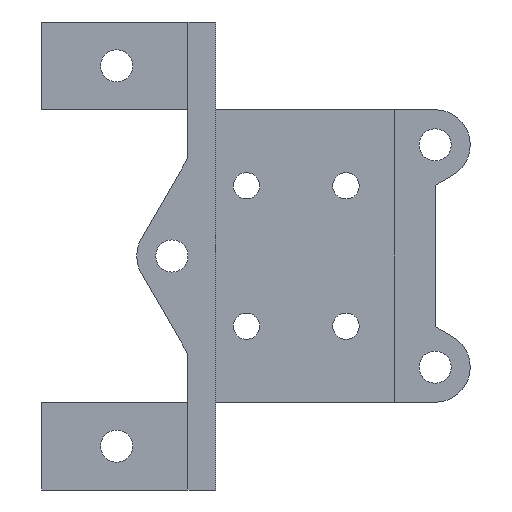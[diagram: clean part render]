
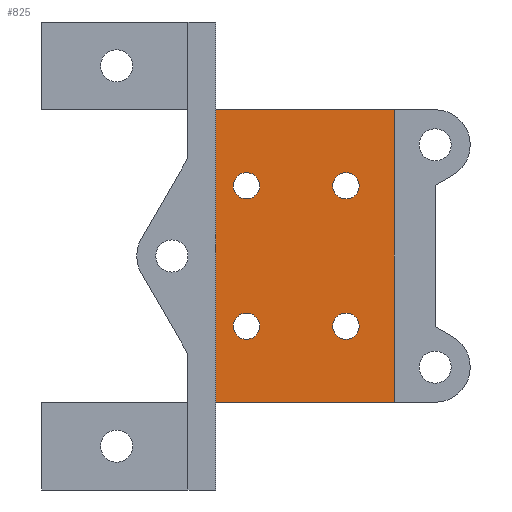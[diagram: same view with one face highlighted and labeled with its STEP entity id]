
A CAD part, left-side view. The second image highlights one B-rep face of the part: STEP entity #825.
In plain terms, the highlighted planar face has unit normal (-1, 0, 0).
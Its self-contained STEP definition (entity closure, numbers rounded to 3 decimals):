
#22 = FACE_BOUND ( 'NONE', #564, .T. ) ;
#26 = DIRECTION ( 'NONE',  ( 1., 0., 0. ) ) ;
#27 = EDGE_LOOP ( 'NONE', ( #1588, #1471 ) ) ;
#49 = ORIENTED_EDGE ( 'NONE', *, *, #683, .F. ) ;
#67 = CARTESIAN_POINT ( 'NONE',  ( 10.5, 15.25, 13. ) ) ;
#120 = VERTEX_POINT ( 'NONE', #1607 ) ;
#129 = DIRECTION ( 'NONE',  ( 1., 0., 0. ) ) ;
#135 = AXIS2_PLACEMENT_3D ( 'NONE', #1034, #129, #1951 ) ;
#143 = CARTESIAN_POINT ( 'NONE',  ( 10.5, 32.25, 37. ) ) ;
#162 = CARTESIAN_POINT ( 'NONE',  ( 10.5, 30., 37. ) ) ;
#163 = LINE ( 'NONE', #1421, #1489 ) ;
#166 = CIRCLE ( 'NONE', #1289, 2.25 ) ;
#196 = ORIENTED_EDGE ( 'NONE', *, *, #1963, .T. ) ;
#251 = DIRECTION ( 'NONE',  ( 1., 0., 0. ) ) ;
#253 = VERTEX_POINT ( 'NONE', #446 ) ;
#267 = DIRECTION ( 'NONE',  ( 0., 0., -1. ) ) ;
#270 = DIRECTION ( 'NONE',  ( 0., 0., -1. ) ) ;
#303 = DIRECTION ( 'NONE',  ( 0., 0., -1. ) ) ;
#314 = EDGE_CURVE ( 'NONE', #881, #918, #997, .T. ) ;
#332 = VERTEX_POINT ( 'NONE', #724 ) ;
#334 = CARTESIAN_POINT ( 'NONE',  ( 10.5, 32.25, 13. ) ) ;
#341 = DIRECTION ( 'NONE',  ( 1., 0., 0. ) ) ;
#355 = CIRCLE ( 'NONE', #1761, 2.25 ) ;
#369 = VERTEX_POINT ( 'NONE', #420 ) ;
#382 = VERTEX_POINT ( 'NONE', #1772 ) ;
#389 = EDGE_CURVE ( 'NONE', #120, #1234, #355, .T. ) ;
#403 = CIRCLE ( 'NONE', #1509, 2.25 ) ;
#418 = DIRECTION ( 'NONE',  ( 1., 0., 0. ) ) ;
#420 = CARTESIAN_POINT ( 'NONE',  ( 10.5, 17.5, 13. ) ) ;
#446 = CARTESIAN_POINT ( 'NONE',  ( 10.5, 30., 13. ) ) ;
#464 = CARTESIAN_POINT ( 'NONE',  ( 10.5, 34.5, 37. ) ) ;
#482 = VERTEX_POINT ( 'NONE', #920 ) ;
#483 = AXIS2_PLACEMENT_3D ( 'NONE', #1670, #1655, #303 ) ;
#505 = CIRCLE ( 'NONE', #1078, 2.25 ) ;
#508 = CARTESIAN_POINT ( 'NONE',  ( 10.5, 37.5, 0. ) ) ;
#514 = VECTOR ( 'NONE', #1631, 1000. ) ;
#552 = ORIENTED_EDGE ( 'NONE', *, *, #1792, .F. ) ;
#564 = EDGE_LOOP ( 'NONE', ( #777, #1741 ) ) ;
#583 = LINE ( 'NONE', #1203, #1560 ) ;
#611 = FACE_BOUND ( 'NONE', #1833, .T. ) ;
#621 = FACE_BOUND ( 'NONE', #27, .T. ) ;
#658 = VERTEX_POINT ( 'NONE', #1138 ) ;
#672 = EDGE_CURVE ( 'NONE', #482, #369, #166, .T. ) ;
#683 = EDGE_CURVE ( 'NONE', #1500, #382, #1480, .T. ) ;
#711 = DIRECTION ( 'NONE',  ( 0., 0., -1. ) ) ;
#724 = CARTESIAN_POINT ( 'NONE',  ( 10.5, 37.5, 50. ) ) ;
#731 = CARTESIAN_POINT ( 'NONE',  ( 10.5, 15.25, 13. ) ) ;
#777 = ORIENTED_EDGE ( 'NONE', *, *, #389, .T. ) ;
#806 = EDGE_LOOP ( 'NONE', ( #1256, #49, #552, #1387 ) ) ;
#825 = ADVANCED_FACE ( 'NONE', ( #621, #22, #611, #1252, #1242 ), #1401, .F. ) ;
#881 = VERTEX_POINT ( 'NONE', #464 ) ;
#907 = CARTESIAN_POINT ( 'NONE',  ( 10.5, 7., 50. ) ) ;
#918 = VERTEX_POINT ( 'NONE', #162 ) ;
#920 = CARTESIAN_POINT ( 'NONE',  ( 10.5, 13., 13. ) ) ;
#979 = EDGE_LOOP ( 'NONE', ( #1912, #1441 ) ) ;
#997 = CIRCLE ( 'NONE', #483, 2.25 ) ;
#1005 = EDGE_CURVE ( 'NONE', #658, #382, #1883, .T. ) ;
#1034 = CARTESIAN_POINT ( 'NONE',  ( 10.5, 32.25, 13. ) ) ;
#1077 = DIRECTION ( 'NONE',  ( 0., -1., 0. ) ) ;
#1078 = AXIS2_PLACEMENT_3D ( 'NONE', #143, #418, #1669 ) ;
#1097 = DIRECTION ( 'NONE',  ( 0., 0., -1. ) ) ;
#1117 = CIRCLE ( 'NONE', #1703, 2.25 ) ;
#1123 = DIRECTION ( 'NONE',  ( 0., -1., 0. ) ) ;
#1124 = DIRECTION ( 'NONE',  ( 1., 0., 0. ) ) ;
#1138 = CARTESIAN_POINT ( 'NONE',  ( 10.5, 37.5, 0. ) ) ;
#1189 = EDGE_CURVE ( 'NONE', #332, #658, #583, .T. ) ;
#1203 = CARTESIAN_POINT ( 'NONE',  ( 10.5, 37.5, 50. ) ) ;
#1216 = EDGE_CURVE ( 'NONE', #918, #881, #505, .T. ) ;
#1219 = VECTOR ( 'NONE', #1123, 1000. ) ;
#1234 = VERTEX_POINT ( 'NONE', #1635 ) ;
#1236 = EDGE_CURVE ( 'NONE', #1268, #253, #1555, .T. ) ;
#1242 = FACE_OUTER_BOUND ( 'NONE', #806, .T. ) ;
#1252 = FACE_BOUND ( 'NONE', #979, .T. ) ;
#1254 = AXIS2_PLACEMENT_3D ( 'NONE', #1394, #341, #1097 ) ;
#1256 = ORIENTED_EDGE ( 'NONE', *, *, #1005, .T. ) ;
#1267 = DIRECTION ( 'NONE',  ( 0., 0., -1. ) ) ;
#1268 = VERTEX_POINT ( 'NONE', #1793 ) ;
#1272 = DIRECTION ( 'NONE',  ( 0., 0., -1. ) ) ;
#1289 = AXIS2_PLACEMENT_3D ( 'NONE', #67, #251, #1292 ) ;
#1292 = DIRECTION ( 'NONE',  ( 0., 0., -1. ) ) ;
#1295 = CARTESIAN_POINT ( 'NONE',  ( 10.5, 7., 50. ) ) ;
#1372 = DIRECTION ( 'NONE',  ( 1., 0., 0. ) ) ;
#1387 = ORIENTED_EDGE ( 'NONE', *, *, #1189, .T. ) ;
#1394 = CARTESIAN_POINT ( 'NONE',  ( 10.5, 37.5, 50. ) ) ;
#1401 = PLANE ( 'NONE',  #1254 ) ;
#1421 = CARTESIAN_POINT ( 'NONE',  ( 10.5, 37.5, 50. ) ) ;
#1425 = ORIENTED_EDGE ( 'NONE', *, *, #672, .T. ) ;
#1441 = ORIENTED_EDGE ( 'NONE', *, *, #1216, .T. ) ;
#1469 = DIRECTION ( 'NONE',  ( 1., 0., 0. ) ) ;
#1471 = ORIENTED_EDGE ( 'NONE', *, *, #1787, .T. ) ;
#1480 = LINE ( 'NONE', #907, #514 ) ;
#1486 = CARTESIAN_POINT ( 'NONE',  ( 10.5, 15.25, 37. ) ) ;
#1489 = VECTOR ( 'NONE', #1077, 1000. ) ;
#1500 = VERTEX_POINT ( 'NONE', #1295 ) ;
#1509 = AXIS2_PLACEMENT_3D ( 'NONE', #1743, #26, #1267 ) ;
#1555 = CIRCLE ( 'NONE', #135, 2.25 ) ;
#1560 = VECTOR ( 'NONE', #267, 1000. ) ;
#1588 = ORIENTED_EDGE ( 'NONE', *, *, #1236, .T. ) ;
#1607 = CARTESIAN_POINT ( 'NONE',  ( 10.5, 17.5, 37. ) ) ;
#1613 = EDGE_CURVE ( 'NONE', #1234, #120, #403, .T. ) ;
#1620 = AXIS2_PLACEMENT_3D ( 'NONE', #731, #1372, #270 ) ;
#1631 = DIRECTION ( 'NONE',  ( 0., 0., -1. ) ) ;
#1635 = CARTESIAN_POINT ( 'NONE',  ( 10.5, 13., 37. ) ) ;
#1655 = DIRECTION ( 'NONE',  ( 1., 0., 0. ) ) ;
#1669 = DIRECTION ( 'NONE',  ( 0., 0., -1. ) ) ;
#1670 = CARTESIAN_POINT ( 'NONE',  ( 10.5, 32.25, 37. ) ) ;
#1703 = AXIS2_PLACEMENT_3D ( 'NONE', #334, #1124, #1272 ) ;
#1741 = ORIENTED_EDGE ( 'NONE', *, *, #1613, .T. ) ;
#1743 = CARTESIAN_POINT ( 'NONE',  ( 10.5, 15.25, 37. ) ) ;
#1761 = AXIS2_PLACEMENT_3D ( 'NONE', #1486, #1469, #711 ) ;
#1772 = CARTESIAN_POINT ( 'NONE',  ( 10.5, 7., 0. ) ) ;
#1787 = EDGE_CURVE ( 'NONE', #253, #1268, #1117, .T. ) ;
#1792 = EDGE_CURVE ( 'NONE', #332, #1500, #163, .T. ) ;
#1793 = CARTESIAN_POINT ( 'NONE',  ( 10.5, 34.5, 13. ) ) ;
#1833 = EDGE_LOOP ( 'NONE', ( #196, #1425 ) ) ;
#1883 = LINE ( 'NONE', #508, #1219 ) ;
#1912 = ORIENTED_EDGE ( 'NONE', *, *, #314, .T. ) ;
#1951 = DIRECTION ( 'NONE',  ( 0., 0., -1. ) ) ;
#1956 = CIRCLE ( 'NONE', #1620, 2.25 ) ;
#1963 = EDGE_CURVE ( 'NONE', #369, #482, #1956, .T. ) ;
